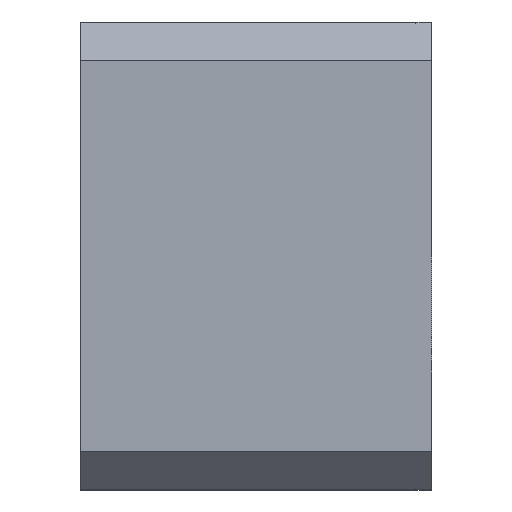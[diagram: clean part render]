
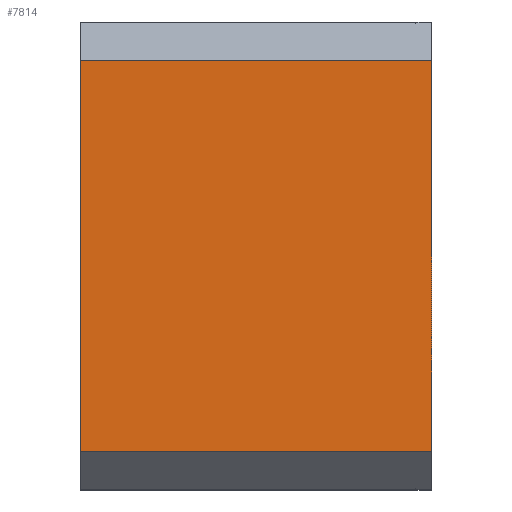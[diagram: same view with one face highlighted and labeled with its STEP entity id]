
A CAD part, left-side view. The second image highlights one B-rep face of the part: STEP entity #7814.
In plain terms, the highlighted planar face has unit normal (-1, 0, 0).
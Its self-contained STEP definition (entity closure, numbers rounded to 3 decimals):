
#342 = EDGE_CURVE ( 'NONE', #5044, #7347, #6093, .T. ) ;
#381 = EDGE_CURVE ( 'NONE', #7347, #5768, #1459, .T. ) ;
#482 = EDGE_CURVE ( 'NONE', #7336, #5768, #3696, .T. ) ;
#991 = CARTESIAN_POINT ( 'NONE',  ( -3., 4.5, -2.5 ) ) ;
#1024 = CARTESIAN_POINT ( 'NONE',  ( -3., 0., 2.5 ) ) ;
#1147 = VECTOR ( 'NONE', #5339, 1000. ) ;
#1459 = LINE ( 'NONE', #1460, #7251 ) ;
#1460 = CARTESIAN_POINT ( 'NONE',  ( -3., 0., -2.5 ) ) ;
#1461 = DIRECTION ( 'NONE',  ( 0., 0., 1. ) ) ;
#1564 = FACE_OUTER_BOUND ( 'NONE', #4029, .T. ) ;
#1581 = AXIS2_PLACEMENT_3D ( 'NONE', #2318, #2319, #2320 ) ;
#2308 = PLANE ( 'NONE',  #1581 ) ;
#2318 = CARTESIAN_POINT ( 'NONE',  ( -3., 4.5, -2.5 ) ) ;
#2319 = DIRECTION ( 'NONE',  ( 1., 0., 0. ) ) ;
#2320 = DIRECTION ( 'NONE',  ( 0., 0., -1. ) ) ;
#2393 = ORIENTED_EDGE ( 'NONE', *, *, #482, .F. ) ;
#2427 = ORIENTED_EDGE ( 'NONE', *, *, #342, .T. ) ;
#2687 = CARTESIAN_POINT ( 'NONE',  ( -3., 4.5, 2.5 ) ) ;
#2688 = DIRECTION ( 'NONE',  ( 0., -1., 0. ) ) ;
#3696 = LINE ( 'NONE', #2687, #3836 ) ;
#3836 = VECTOR ( 'NONE', #2688, 1000. ) ;
#4029 = EDGE_LOOP ( 'NONE', ( #4059, #2393, #7338, #2427 ) ) ;
#4059 = ORIENTED_EDGE ( 'NONE', *, *, #381, .T. ) ;
#5044 = VERTEX_POINT ( 'NONE', #991 ) ;
#5337 = LINE ( 'NONE', #5338, #1147 ) ;
#5338 = CARTESIAN_POINT ( 'NONE',  ( -3., 4.5, -2.5 ) ) ;
#5339 = DIRECTION ( 'NONE',  ( 0., 0., 1. ) ) ;
#5768 = VERTEX_POINT ( 'NONE', #1024 ) ;
#5838 = VECTOR ( 'NONE', #6095, 1000. ) ;
#6093 = LINE ( 'NONE', #6094, #5838 ) ;
#6094 = CARTESIAN_POINT ( 'NONE',  ( -3., 4.5, -2.5 ) ) ;
#6095 = DIRECTION ( 'NONE',  ( 0., -1., 0. ) ) ;
#7224 = CARTESIAN_POINT ( 'NONE',  ( -3., 4.5, 2.5 ) ) ;
#7233 = CARTESIAN_POINT ( 'NONE',  ( -3., 0., -2.5 ) ) ;
#7251 = VECTOR ( 'NONE', #1461, 1000. ) ;
#7336 = VERTEX_POINT ( 'NONE', #7224 ) ;
#7338 = ORIENTED_EDGE ( 'NONE', *, *, #7605, .F. ) ;
#7347 = VERTEX_POINT ( 'NONE', #7233 ) ;
#7605 = EDGE_CURVE ( 'NONE', #5044, #7336, #5337, .T. ) ;
#7814 = ADVANCED_FACE ( 'NONE', ( #1564 ), #2308, .F. ) ;
